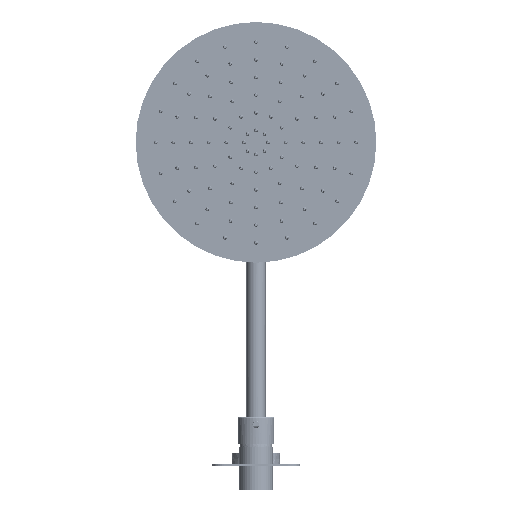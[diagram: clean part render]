
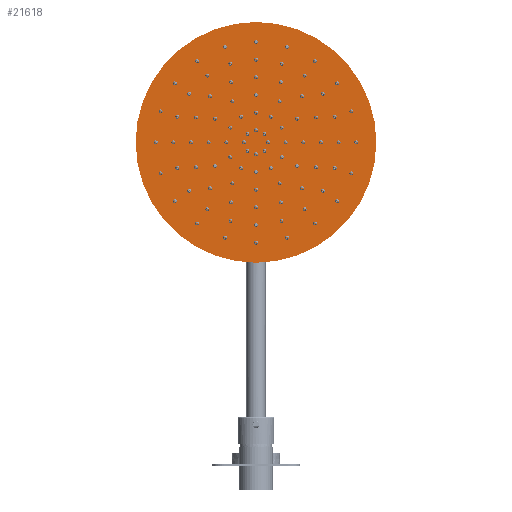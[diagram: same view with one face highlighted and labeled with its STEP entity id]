
A CAD part, front view. The second image highlights one B-rep face of the part: STEP entity #21618.
In plain terms, the highlighted planar face has unit normal (0, -1, 0).
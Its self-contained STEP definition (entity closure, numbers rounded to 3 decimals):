
#9835 = PLANE ( 'NONE',  #23846 ) ;
#10849 = VERTEX_POINT ( 'NONE', #36635 ) ;
#11397 = CIRCLE ( 'NONE', #107894, 150. ) ;
#11843 = DIRECTION ( 'NONE',  ( 0., 0., -1. ) ) ;
#21618 = ADVANCED_FACE ( 'NONE', ( #124602 ), #9835, .F. ) ;
#23846 = AXIS2_PLACEMENT_3D ( 'NONE', #30411, #113612, #11843 ) ;
#24728 = DIRECTION ( 'NONE',  ( 0., 0., 1. ) ) ;
#26274 = EDGE_CURVE ( 'NONE', #10849, #82916, #32900, .T. ) ;
#30411 = CARTESIAN_POINT ( 'NONE',  ( 0., 432.076, 402.719 ) ) ;
#32900 = CIRCLE ( 'NONE', #74652, 150. ) ;
#35239 = DIRECTION ( 'NONE',  ( 0., 0., 1. ) ) ;
#36635 = CARTESIAN_POINT ( 'NONE',  ( 0., 432.076, 552.719 ) ) ;
#46681 = CARTESIAN_POINT ( 'NONE',  ( 0., 432.076, 402.719 ) ) ;
#57287 = CARTESIAN_POINT ( 'NONE',  ( 0., 432.076, 402.719 ) ) ;
#64297 = EDGE_CURVE ( 'NONE', #82916, #10849, #11397, .T. ) ;
#70519 = ORIENTED_EDGE ( 'NONE', *, *, #64297, .T. ) ;
#74652 = AXIS2_PLACEMENT_3D ( 'NONE', #46681, #131919, #24728 ) ;
#82916 = VERTEX_POINT ( 'NONE', #117504 ) ;
#85177 = ORIENTED_EDGE ( 'NONE', *, *, #26274, .T. ) ;
#107894 = AXIS2_PLACEMENT_3D ( 'NONE', #57287, #120452, #35239 ) ;
#113612 = DIRECTION ( 'NONE',  ( 0., 1., 0. ) ) ;
#114967 = EDGE_LOOP ( 'NONE', ( #85177, #70519 ) ) ;
#117504 = CARTESIAN_POINT ( 'NONE',  ( 0., 432.076, 252.719 ) ) ;
#120452 = DIRECTION ( 'NONE',  ( 0., -1., 0. ) ) ;
#124602 = FACE_OUTER_BOUND ( 'NONE', #114967, .T. ) ;
#131919 = DIRECTION ( 'NONE',  ( 0., -1., 0. ) ) ;
